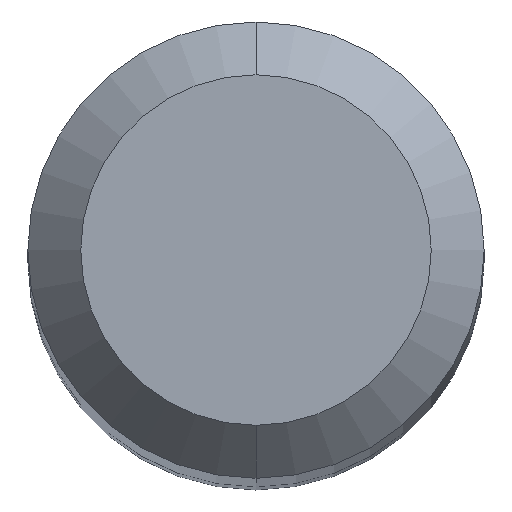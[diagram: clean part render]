
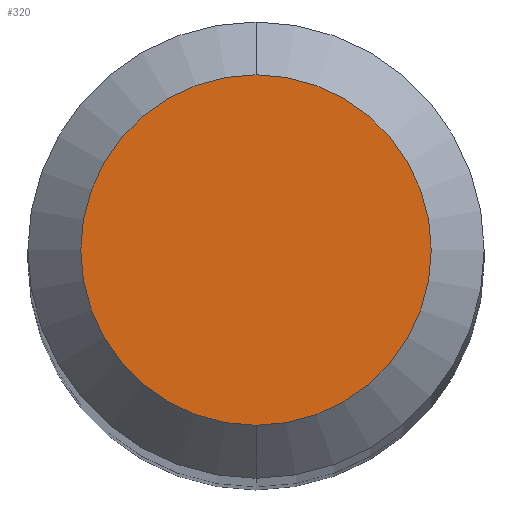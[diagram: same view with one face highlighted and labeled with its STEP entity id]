
A CAD part, top view. The second image highlights one B-rep face of the part: STEP entity #320.
In plain terms, the highlighted planar face has unit normal (0, 0, 1).
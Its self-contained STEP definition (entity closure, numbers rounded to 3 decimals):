
#5 = CARTESIAN_POINT ( 'NONE',  ( 0., 0., 52. ) ) ;
#11 = AXIS2_PLACEMENT_3D ( 'NONE', #224, #215, #88 ) ;
#17 = CARTESIAN_POINT ( 'NONE',  ( 0., 0., 52. ) ) ;
#54 = CIRCLE ( 'NONE', #108, 1.325 ) ;
#57 = FACE_OUTER_BOUND ( 'NONE', #146, .T. ) ;
#58 = VERTEX_POINT ( 'NONE', #234 ) ;
#61 = DIRECTION ( 'NONE',  ( 0., 0., -1. ) ) ;
#72 = AXIS2_PLACEMENT_3D ( 'NONE', #5, #61, #208 ) ;
#73 = ORIENTED_EDGE ( 'NONE', *, *, #292, .F. ) ;
#88 = DIRECTION ( 'NONE',  ( 0., 1., 0. ) ) ;
#106 = PLANE ( 'NONE',  #72 ) ;
#107 = CIRCLE ( 'NONE', #11, 1.325 ) ;
#108 = AXIS2_PLACEMENT_3D ( 'NONE', #17, #217, #333 ) ;
#116 = EDGE_CURVE ( 'NONE', #246, #58, #107, .T. ) ;
#142 = CARTESIAN_POINT ( 'NONE',  ( 0., 1.325, 52. ) ) ;
#146 = EDGE_LOOP ( 'NONE', ( #178, #73 ) ) ;
#178 = ORIENTED_EDGE ( 'NONE', *, *, #116, .F. ) ;
#208 = DIRECTION ( 'NONE',  ( 0., 1., 0. ) ) ;
#215 = DIRECTION ( 'NONE',  ( 0., 0., -1. ) ) ;
#217 = DIRECTION ( 'NONE',  ( 0., 0., -1. ) ) ;
#224 = CARTESIAN_POINT ( 'NONE',  ( 0., 0., 52. ) ) ;
#234 = CARTESIAN_POINT ( 'NONE',  ( 0., -1.325, 52. ) ) ;
#246 = VERTEX_POINT ( 'NONE', #142 ) ;
#292 = EDGE_CURVE ( 'NONE', #58, #246, #54, .T. ) ;
#320 = ADVANCED_FACE ( 'NONE', ( #57 ), #106, .F. ) ;
#333 = DIRECTION ( 'NONE',  ( 0., 1., 0. ) ) ;
